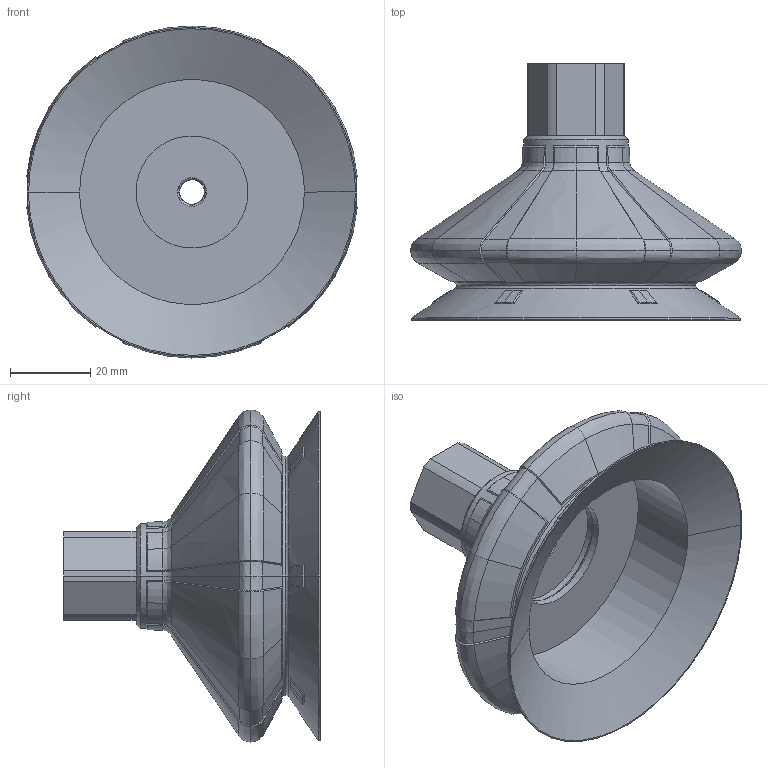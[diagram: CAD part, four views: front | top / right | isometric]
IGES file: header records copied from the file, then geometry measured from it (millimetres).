
Start section: 3D InterOp IGES (v. 2025 1.0.0), Spatial Corp. Copyright (c) 1999-2020.
Global section: file name: 10_01_06_03910.igs; native system: Spatial Corp.; preprocessor: 3D InterOp ACIS/IGES; author: TraceParts; organization: TraceParts S.A.; date: 20250830.045256; units: millimetre
Bounding box: 82.36 x 63.9 x 82.73 mm (x, y, z)
Volume: 69675.6 mm3; surface area: 30316.9 mm2
Topology: 3 solids, 3 shells, 348 faces, 860 edges, 531 vertices
Faces by surface type: bspline 348
